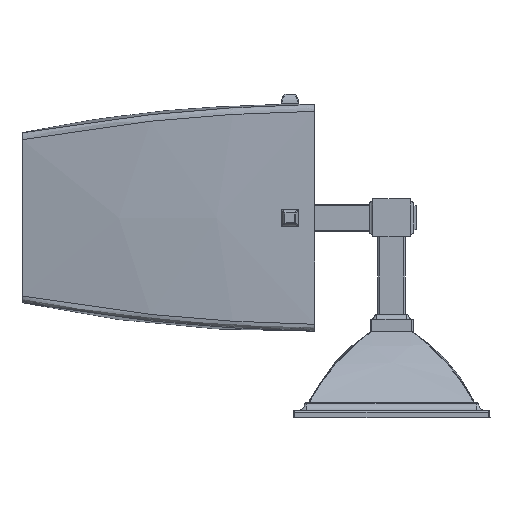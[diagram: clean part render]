
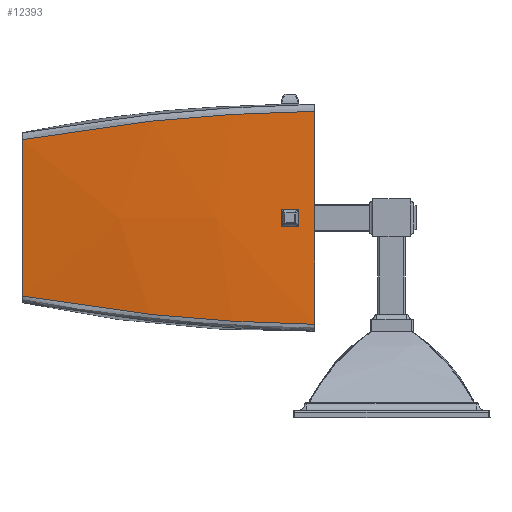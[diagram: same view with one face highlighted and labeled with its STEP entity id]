
A CAD part, left-side view. The second image highlights one B-rep face of the part: STEP entity #12393.
In plain terms, the highlighted free-form (B-spline) face has degree [3, 3] with [5, 4] control points.
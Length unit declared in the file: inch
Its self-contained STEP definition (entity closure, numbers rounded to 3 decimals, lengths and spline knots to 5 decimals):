
#11736=CARTESIAN_POINT('',(-7.88554,8.447,
2.77986));
#11766=CARTESIAN_POINT('',(-8.53548,1.754,
7.00071));
#11788=CARTESIAN_POINT('',(-8.53548,1.754,
2.13329));
#11946=CARTESIAN_POINT('',(-7.88554,8.447,
6.35414));
#11947=CARTESIAN_POINT('',(-7.9622,8.01806,
6.43249));
#11948=CARTESIAN_POINT('',(-8.10292,7.1495,
6.57556));
#11949=CARTESIAN_POINT('',(-8.27636,5.80787,
6.75001));
#11950=CARTESIAN_POINT('',(-8.40758,4.45882,
6.88019));
#11951=CARTESIAN_POINT('',(-8.49693,3.09631,
6.96672));
#11952=CARTESIAN_POINT('',(-8.52733,2.20021,
6.99423));
#11953=CARTESIAN_POINT('',(-8.53548,1.754,
7.00071));
#11955=CARTESIAN_POINT('',(-8.53548,1.754,
2.13329));
#11956=CARTESIAN_POINT('',(-8.53653,1.754,
2.94431));
#11957=CARTESIAN_POINT('',(-8.53791,1.754,
4.567));
#11958=CARTESIAN_POINT('',(-8.53653,1.754,
6.18969));
#11959=CARTESIAN_POINT('',(-8.53548,1.754,
7.00071));
#11961=CARTESIAN_POINT('',(-7.88554,8.447,
2.77986));
#11962=CARTESIAN_POINT('',(-7.9622,8.01806,
2.70151));
#11963=CARTESIAN_POINT('',(-8.10292,7.1495,
2.55844));
#11964=CARTESIAN_POINT('',(-8.27636,5.80787,
2.38399));
#11965=CARTESIAN_POINT('',(-8.40758,4.45882,
2.25381));
#11966=CARTESIAN_POINT('',(-8.49693,3.09631,
2.16728));
#11967=CARTESIAN_POINT('',(-8.52733,2.20021,
2.13977));
#11968=CARTESIAN_POINT('',(-8.53548,1.754,
2.13329));
#11970=CARTESIAN_POINT('',(-7.88554,8.447,
6.35414));
#11971=CARTESIAN_POINT('',(-7.88974,8.447,
5.75927));
#11972=CARTESIAN_POINT('',(-7.89521,8.447,
4.567));
#11973=CARTESIAN_POINT('',(-7.88974,8.447,
3.37473));
#11974=CARTESIAN_POINT('',(-7.88554,8.447,
2.77986));
#11983=VERTEX_POINT('',#11766);
#11984=VERTEX_POINT('',#11946);
#11986=VERTEX_POINT('',#11788);
#11989=VERTEX_POINT('',#11736);
#12366=CARTESIAN_POINT('',(-8.53669,1.68633,
7.10448));
#12367=CARTESIAN_POINT('',(-8.49289,3.97612,
7.05925));
#12368=CARTESIAN_POINT('',(-8.27046,6.26948,
6.84151));
#12369=CARTESIAN_POINT('',(-7.87314,8.5127,
6.45488));
#12370=CARTESIAN_POINT('',(-8.53644,1.68633,
6.2586));
#12371=CARTESIAN_POINT('',(-8.53972,3.97612,
6.23861));
#12372=CARTESIAN_POINT('',(-8.31818,6.26948,
6.09365));
#12373=CARTESIAN_POINT('',(-7.87652,8.5127,
5.82632));
#12374=CARTESIAN_POINT('',(-8.53611,1.68633,
4.567));
#12375=CARTESIAN_POINT('',(-8.60172,3.97612,
4.567));
#12376=CARTESIAN_POINT('',(-8.38136,6.26948,
4.567));
#12377=CARTESIAN_POINT('',(-7.881,8.5127,
4.567));
#12378=CARTESIAN_POINT('',(-8.53644,1.68633,
2.8754));
#12379=CARTESIAN_POINT('',(-8.53972,3.97612,
2.89539));
#12380=CARTESIAN_POINT('',(-8.31818,6.26948,
3.04035));
#12381=CARTESIAN_POINT('',(-7.87652,8.5127,
3.30768));
#12382=CARTESIAN_POINT('',(-8.53669,1.68633,
2.02952));
#12383=CARTESIAN_POINT('',(-8.49289,3.97612,
2.07475));
#12384=CARTESIAN_POINT('',(-8.27046,6.26948,
2.29249));
#12385=CARTESIAN_POINT('',(-7.87314,8.5127,
2.67912));
#12386=B_SPLINE_SURFACE_WITH_KNOTS('',3,3,((#12366,#12367,#12368,#12369),
(#12370,#12371,#12372,#12373),(#12374,#12375,#12376,#12377),(#12378,#12379,
#12380,#12381),(#12382,#12383,#12384,#12385)),.UNSPECIFIED.,.F.,.F.,.F.,(4,1,4),
(4,4),(0.12766,0.25,0.37234),(-0.00173,
0.97578),.UNSPECIFIED.);
#12387=ORIENTED_EDGE('',*,*,#12067,.T.);
#12388=ORIENTED_EDGE('',*,*,#12095,.F.);
#12389=ORIENTED_EDGE('',*,*,#12361,.F.);
#12390=ORIENTED_EDGE('',*,*,#12005,.F.);
#12391=EDGE_LOOP('',(#12387,#12388,#12389,#12390));
#12392=FACE_OUTER_BOUND('',#12391,.F.);
#12393=ADVANCED_FACE('',(#12392),#12386,.F.);
#11954=B_SPLINE_CURVE_WITH_KNOTS('',3,(#11946,#11947,#11948,#11949,#11950,
#11951,#11952,#11953),.UNSPECIFIED.,.F.,.F.,(4,1,1,1,1,4),(0.,0.2,0.4,
0.6,0.8,1.),.UNSPECIFIED.);
#11960=B_SPLINE_CURVE_WITH_KNOTS('',3,(#11955,#11956,#11957,#11958,#11959),
.UNSPECIFIED.,.F.,.F.,(4,1,4),(0.,0.5,1.),.UNSPECIFIED.);
#11969=B_SPLINE_CURVE_WITH_KNOTS('',3,(#11961,#11962,#11963,#11964,#11965,
#11966,#11967,#11968),.UNSPECIFIED.,.F.,.F.,(4,1,1,1,1,4),(0.,0.2,0.4,
0.6,0.8,1.),.UNSPECIFIED.);
#11975=B_SPLINE_CURVE_WITH_KNOTS('',3,(#11970,#11971,#11972,#11973,#11974),
.UNSPECIFIED.,.F.,.F.,(4,1,4),(0.,0.5,1.),.UNSPECIFIED.);
#12005=EDGE_CURVE('',#11984,#11989,#11975,.T.);
#12067=EDGE_CURVE('',#11984,#11983,#11954,.T.);
#12095=EDGE_CURVE('',#11986,#11983,#11960,.T.);
#12361=EDGE_CURVE('',#11989,#11986,#11969,.T.);
